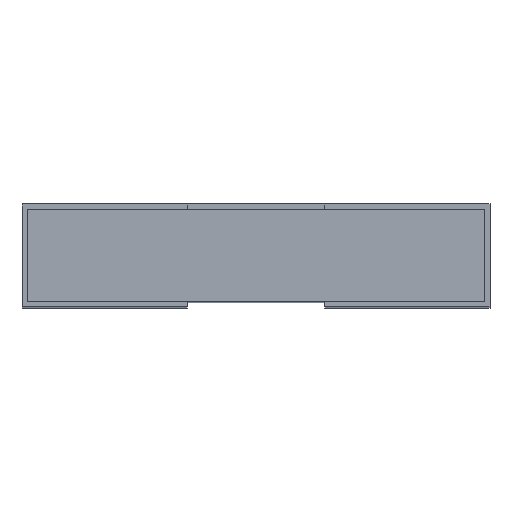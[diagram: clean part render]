
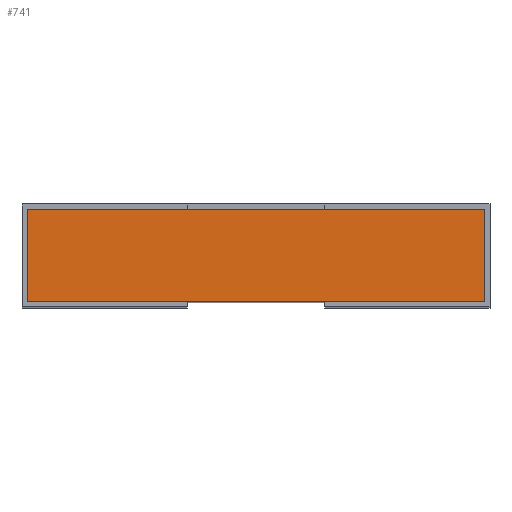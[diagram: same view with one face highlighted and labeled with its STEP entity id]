
A CAD part, top view. The second image highlights one B-rep face of the part: STEP entity #741.
In plain terms, the highlighted planar face has unit normal (0, 0, 1).
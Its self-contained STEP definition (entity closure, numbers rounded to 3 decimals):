
#52 = CARTESIAN_POINT ( 'NONE',  ( 1.565, 0.035, 3.2 ) ) ;
#69 = LINE ( 'NONE', #904, #337 ) ;
#121 = ORIENTED_EDGE ( 'NONE', *, *, #887, .T. ) ;
#130 = DIRECTION ( 'NONE',  ( 0., 0., -1. ) ) ;
#167 = CARTESIAN_POINT ( 'NONE',  ( 0., 0., 3.2 ) ) ;
#173 = VERTEX_POINT ( 'NONE', #755 ) ;
#176 = VECTOR ( 'NONE', #803, 1000. ) ;
#192 = LINE ( 'NONE', #52, #176 ) ;
#202 = DIRECTION ( 'NONE',  ( -1., 0., 0. ) ) ;
#232 = LINE ( 'NONE', #941, #826 ) ;
#240 = VECTOR ( 'NONE', #791, 1000. ) ;
#259 = CARTESIAN_POINT ( 'NONE',  ( -1.565, 0.035, 3.2 ) ) ;
#271 = VERTEX_POINT ( 'NONE', #259 ) ;
#296 = FACE_OUTER_BOUND ( 'NONE', #534, .T. ) ;
#337 = VECTOR ( 'NONE', #473, 1000. ) ;
#356 = ORIENTED_EDGE ( 'NONE', *, *, #465, .T. ) ;
#362 = CARTESIAN_POINT ( 'NONE',  ( 1.565, 0.035, 3.2 ) ) ;
#363 = EDGE_CURVE ( 'NONE', #173, #393, #232, .T. ) ;
#393 = VERTEX_POINT ( 'NONE', #764 ) ;
#409 = DIRECTION ( 'NONE',  ( -1., 0., 0. ) ) ;
#465 = EDGE_CURVE ( 'NONE', #271, #917, #69, .T. ) ;
#473 = DIRECTION ( 'NONE',  ( 1., 0., 0. ) ) ;
#534 = EDGE_LOOP ( 'NONE', ( #673, #356, #121, #587 ) ) ;
#555 = PLANE ( 'NONE',  #722 ) ;
#574 = EDGE_CURVE ( 'NONE', #393, #271, #959, .T. ) ;
#584 = CARTESIAN_POINT ( 'NONE',  ( -1.565, 0.035, 3.2 ) ) ;
#587 = ORIENTED_EDGE ( 'NONE', *, *, #363, .T. ) ;
#673 = ORIENTED_EDGE ( 'NONE', *, *, #574, .T. ) ;
#722 = AXIS2_PLACEMENT_3D ( 'NONE', #167, #130, #202 ) ;
#741 = ADVANCED_FACE ( 'NONE', ( #296 ), #555, .F. ) ;
#755 = CARTESIAN_POINT ( 'NONE',  ( 1.565, 0.665, 3.2 ) ) ;
#764 = CARTESIAN_POINT ( 'NONE',  ( -1.565, 0.665, 3.2 ) ) ;
#791 = DIRECTION ( 'NONE',  ( 0., -1., 0. ) ) ;
#803 = DIRECTION ( 'NONE',  ( 0., 1., 0. ) ) ;
#826 = VECTOR ( 'NONE', #409, 1000. ) ;
#887 = EDGE_CURVE ( 'NONE', #917, #173, #192, .T. ) ;
#904 = CARTESIAN_POINT ( 'NONE',  ( -1.565, 0.035, 3.2 ) ) ;
#917 = VERTEX_POINT ( 'NONE', #362 ) ;
#941 = CARTESIAN_POINT ( 'NONE',  ( -1.565, 0.665, 3.2 ) ) ;
#959 = LINE ( 'NONE', #584, #240 ) ;
